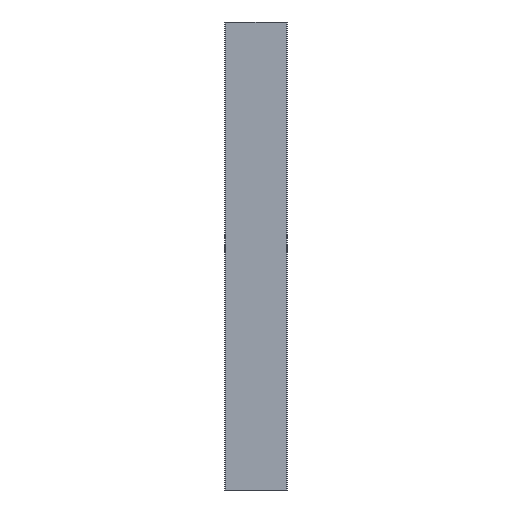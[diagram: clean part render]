
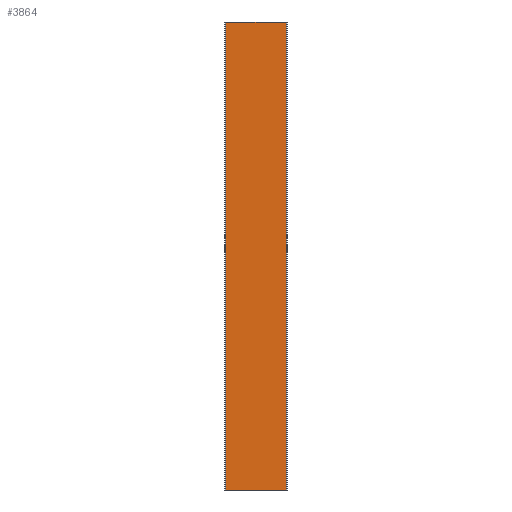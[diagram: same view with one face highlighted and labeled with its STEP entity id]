
A CAD part, left-side view. The second image highlights one B-rep face of the part: STEP entity #3864.
In plain terms, the highlighted planar face has unit normal (-1, 0, 0).
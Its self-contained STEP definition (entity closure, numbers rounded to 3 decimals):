
#3806=CARTESIAN_POINT('',(12.,-19.5,300.0));
#3807=VERTEX_POINT('',#3806);
#3815=CARTESIAN_POINT('',(12.,-19.5,0.0));
#3816=VERTEX_POINT('',#3815);
#3817=CARTESIAN_POINT('',(12.,-19.5,0.0));
#3818=DIRECTION('',(0.0,0.0,1.0));
#3819=VECTOR('',#3818,300.0);
#3820=LINE('',#3817,#3819);
#3821=EDGE_CURVE('',#3816,#3807,#3820,.T.);
#3834=CARTESIAN_POINT('',(12.,-19.5,0.0));
#3835=DIRECTION('',(-1.0,0.0,0.0));
#3836=DIRECTION('',(0.0,0.0,1.0));
#3837=AXIS2_PLACEMENT_3D('',#3834,#3835,#3836);
#3838=PLANE('',#3837);
#3839=CARTESIAN_POINT('',(12.,19.5,300.0));
#3840=VERTEX_POINT('',#3839);
#3841=CARTESIAN_POINT('',(12.,-19.5,300.0));
#3842=DIRECTION('',(0.0,1.0,0.0));
#3843=VECTOR('',#3842,39.);
#3844=LINE('',#3841,#3843);
#3845=EDGE_CURVE('',#3807,#3840,#3844,.T.);
#3846=ORIENTED_EDGE('',*,*,#3845,.T.);
#3847=CARTESIAN_POINT('',(12.,19.5,0.0));
#3848=VERTEX_POINT('',#3847);
#3849=CARTESIAN_POINT('',(12.,19.5,0.0));
#3850=DIRECTION('',(0.0,0.0,1.0));
#3851=VECTOR('',#3850,300.0);
#3852=LINE('',#3849,#3851);
#3853=EDGE_CURVE('',#3848,#3840,#3852,.T.);
#3854=ORIENTED_EDGE('',*,*,#3853,.F.);
#3855=CARTESIAN_POINT('',(12.,-19.5,0.0));
#3856=DIRECTION('',(0.0,1.0,0.0));
#3857=VECTOR('',#3856,39.);
#3858=LINE('',#3855,#3857);
#3859=EDGE_CURVE('',#3816,#3848,#3858,.T.);
#3860=ORIENTED_EDGE('',*,*,#3859,.F.);
#3861=ORIENTED_EDGE('',*,*,#3821,.T.);
#3862=EDGE_LOOP('',(#3846,#3854,#3860,#3861));
#3863=FACE_OUTER_BOUND('',#3862,.T.);
#3864=ADVANCED_FACE('',(#3863),#3838,.T.);
